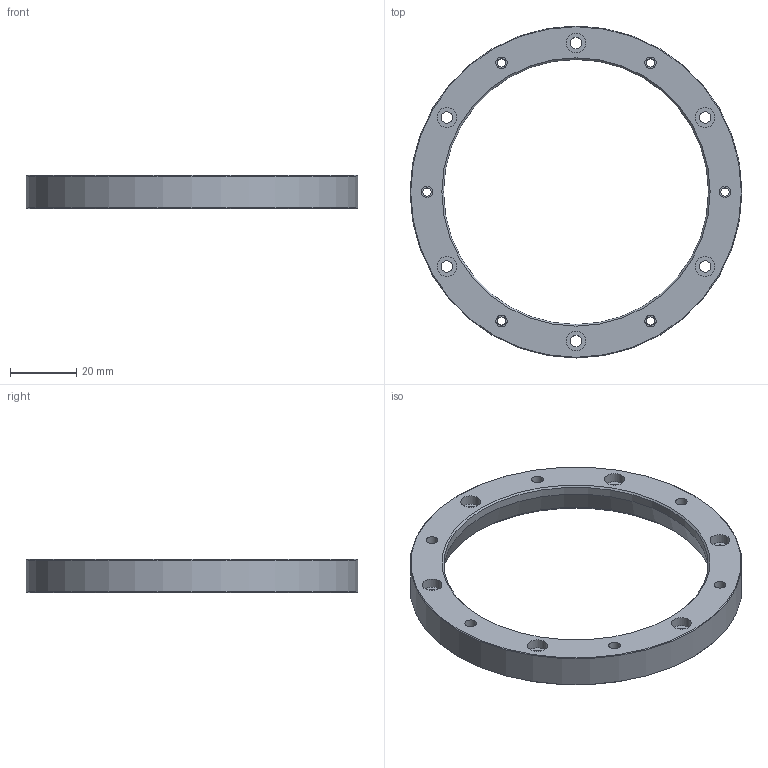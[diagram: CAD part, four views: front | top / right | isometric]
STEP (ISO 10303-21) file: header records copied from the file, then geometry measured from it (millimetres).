
FILE_DESCRIPTION(/* description */ (''),/* implementation_level */ '2;1');
FILE_NAME(/* name */ 'RESx 101 mm A section ring.stp',/* time_stamp */ '2023-04-26T07:06:58+01:00',/* author */ (''),/* organization */ (''),/* preprocessor_version */ 'ST-DEVELOPER v16.7',/* originating_system */ 'SIEMENS PLM Software NX 1946',/* authorisation */ '');
FILE_SCHEMA (('AUTOMOTIVE_DESIGN { 1 0 10303 214 3 1 1 1 }'));
Length unit declared in the file: millimetre
Products named in the file (1): M-9559-1000-01-U_RESR RING A FORM SPEC DRAWING
Bounding box: 100.25 x 100.25 x 10 mm (x, y, z)
Volume: 25510.6 mm3; surface area: 11945.8 mm2
Topology: 1 solids, 1 shells, 45 faces, 100 edges, 69 vertices
Faces by surface type: cylinder 26, plane 14, cone 5
Full cylindrical faces by diameter (mm): 2.459 x6, 3.5 x12, 6 x6, 80.02 x1, 100.25 x1
Entity records: 1100 total; most frequent: DIRECTION 206, CARTESIAN_POINT 160, FACE_BOUND 114, EDGE_LOOP 114, ORIENTED_EDGE 114, AXIS2_PLACEMENT_3D 103, VERTEX_POINT 57, EDGE_CURVE 57
